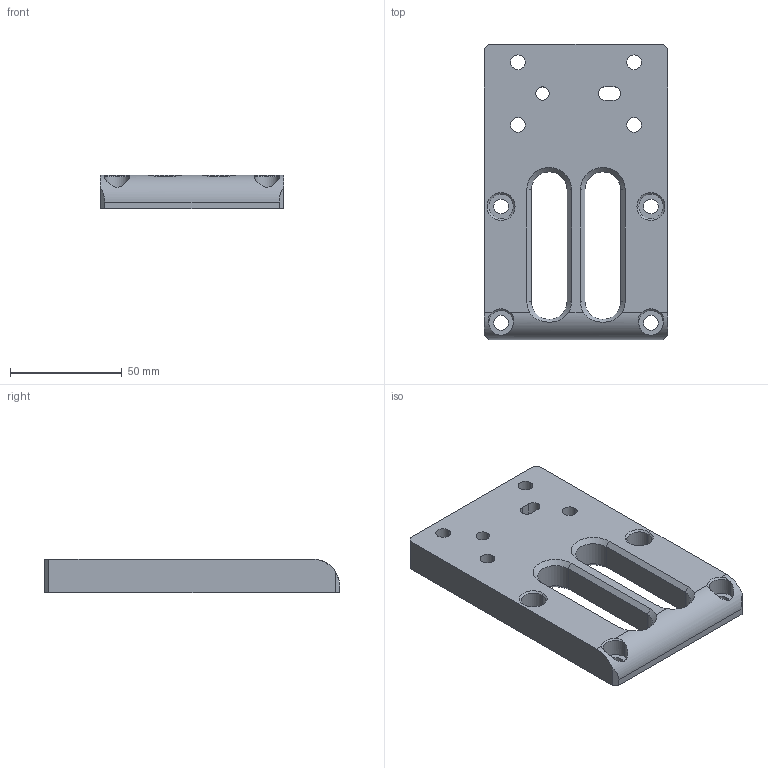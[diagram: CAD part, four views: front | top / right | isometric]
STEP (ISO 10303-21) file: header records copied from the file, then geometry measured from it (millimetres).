
FILE_DESCRIPTION (( 'STEP AP214' ), '1' );
FILE_NAME ('ASM_120_P_09_Plaque_Interfaçage.STEP', '2020-06-04T10:21:56', ( '' ), ( '' ), 'SwSTEP 2.0', 'SolidWorks 2018', '' );
FILE_SCHEMA (( 'AUTOMOTIVE_DESIGN' ));
Length unit declared in the file: millimetre
Products named in the file (1): ASM_120_P_09_Plaque_Interfaçage
Bounding box: 82 x 132 x 15 mm (x, y, z)
Volume: 119776 mm3; surface area: 30431.1 mm2
Topology: 1 solids, 1 shells, 88 faces, 226 edges, 144 vertices
Faces by surface type: cylinder 42, plane 32, cone 14
Entity records: 2946 total; most frequent: CARTESIAN_POINT 665, DIRECTION 488, ORIENTED_EDGE 452, EDGE_CURVE 226, AXIS2_PLACEMENT_3D 187, VERTEX_POINT 144, EDGE_LOOP 116, LINE 114
